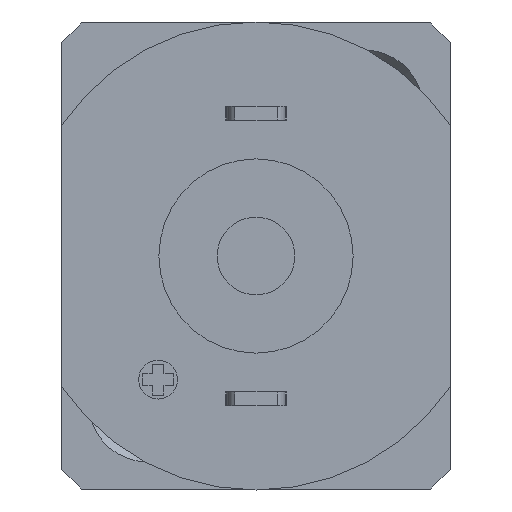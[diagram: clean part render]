
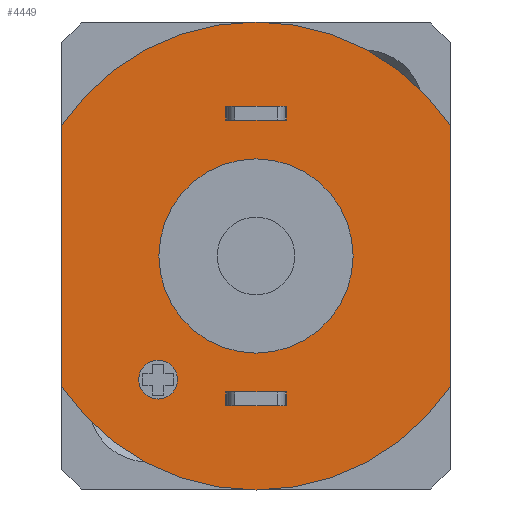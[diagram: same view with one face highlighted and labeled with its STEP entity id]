
A CAD part, front view. The second image highlights one B-rep face of the part: STEP entity #4449.
In plain terms, the highlighted face is planar.
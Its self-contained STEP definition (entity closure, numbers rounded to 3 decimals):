
#201=FACE_BOUND('',#947,.T.);
#202=FACE_BOUND('',#948,.T.);
#203=FACE_BOUND('',#949,.T.);
#204=FACE_BOUND('',#950,.T.);
#309=PLANE('',#5013);
#631=FACE_OUTER_BOUND('',#946,.T.);
#946=EDGE_LOOP('',(#3970,#3971,#3972,#3973));
#947=EDGE_LOOP('',(#3974,#3975,#3976,#3977));
#948=EDGE_LOOP('',(#3978,#3979,#3980,#3981));
#949=EDGE_LOOP('',(#3982));
#950=EDGE_LOOP('',(#3983));
#1155=CIRCLE('',#4965,0.5);
#1166=CIRCLE('',#4982,2.5);
#1187=CIRCLE('',#5014,6.025);
#1188=CIRCLE('',#5015,6.025);
#1509=LINE('',#9294,#1880);
#1515=LINE('',#9309,#1886);
#1525=LINE('',#9342,#1896);
#1531=LINE('',#9357,#1902);
#1534=LINE('',#9368,#1905);
#1535=LINE('',#9371,#1906);
#1536=LINE('',#9372,#1907);
#1537=LINE('',#9373,#1908);
#1538=LINE('',#9374,#1909);
#1539=LINE('',#9375,#1910);
#1880=VECTOR('',#6062,1000.);
#1886=VECTOR('',#6074,1000.);
#1896=VECTOR('',#6102,1000.);
#1902=VECTOR('',#6114,1000.);
#1905=VECTOR('',#6123,1000.);
#1906=VECTOR('',#6126,1000.);
#1907=VECTOR('',#6127,1000.);
#1908=VECTOR('',#6128,1000.);
#1909=VECTOR('',#6129,1000.);
#1910=VECTOR('',#6130,1000.);
#2286=VERTEX_POINT('',#9218);
#2297=VERTEX_POINT('',#9252);
#2312=VERTEX_POINT('',#9291);
#2313=VERTEX_POINT('',#9293);
#2318=VERTEX_POINT('',#9306);
#2319=VERTEX_POINT('',#9308);
#2332=VERTEX_POINT('',#9339);
#2333=VERTEX_POINT('',#9341);
#2338=VERTEX_POINT('',#9354);
#2339=VERTEX_POINT('',#9356);
#2342=VERTEX_POINT('',#9364);
#2343=VERTEX_POINT('',#9365);
#2344=VERTEX_POINT('',#9367);
#2345=VERTEX_POINT('',#9369);
#2838=EDGE_CURVE('',#2286,#2286,#1155,.T.);
#2855=EDGE_CURVE('',#2297,#2297,#1166,.T.);
#2874=EDGE_CURVE('',#2312,#2313,#1509,.T.);
#2882=EDGE_CURVE('',#2319,#2318,#1515,.T.);
#2898=EDGE_CURVE('',#2332,#2333,#1525,.T.);
#2906=EDGE_CURVE('',#2339,#2338,#1531,.T.);
#2910=EDGE_CURVE('',#2342,#2343,#1187,.T.);
#2911=EDGE_CURVE('',#2343,#2344,#1534,.T.);
#2912=EDGE_CURVE('',#2344,#2345,#1188,.T.);
#2913=EDGE_CURVE('',#2345,#2342,#1535,.T.);
#2914=EDGE_CURVE('',#2313,#2318,#1536,.T.);
#2915=EDGE_CURVE('',#2319,#2312,#1537,.T.);
#2916=EDGE_CURVE('',#2339,#2332,#1538,.T.);
#2917=EDGE_CURVE('',#2333,#2338,#1539,.T.);
#3970=ORIENTED_EDGE('',*,*,#2910,.T.);
#3971=ORIENTED_EDGE('',*,*,#2911,.T.);
#3972=ORIENTED_EDGE('',*,*,#2912,.T.);
#3973=ORIENTED_EDGE('',*,*,#2913,.T.);
#3974=ORIENTED_EDGE('',*,*,#2914,.F.);
#3975=ORIENTED_EDGE('',*,*,#2874,.F.);
#3976=ORIENTED_EDGE('',*,*,#2915,.F.);
#3977=ORIENTED_EDGE('',*,*,#2882,.T.);
#3978=ORIENTED_EDGE('',*,*,#2916,.F.);
#3979=ORIENTED_EDGE('',*,*,#2906,.T.);
#3980=ORIENTED_EDGE('',*,*,#2917,.F.);
#3981=ORIENTED_EDGE('',*,*,#2898,.F.);
#3982=ORIENTED_EDGE('',*,*,#2838,.F.);
#3983=ORIENTED_EDGE('',*,*,#2855,.F.);
#4449=ADVANCED_FACE('',(#631,#201,#202,#203,#204),#309,.T.);
#4965=AXIS2_PLACEMENT_3D('',#9220,#5983,#5984);
#4982=AXIS2_PLACEMENT_3D('',#9254,#6023,#6024);
#5013=AXIS2_PLACEMENT_3D('',#9363,#6119,#6120);
#5014=AXIS2_PLACEMENT_3D('',#9366,#6121,#6122);
#5015=AXIS2_PLACEMENT_3D('',#9370,#6124,#6125);
#5983=DIRECTION('center_axis',(0.,0.,-1.));
#5984=DIRECTION('ref_axis',(-1.,0.,0.));
#6023=DIRECTION('center_axis',(0.,0.,
-1.));
#6024=DIRECTION('ref_axis',(-1.,0.,0.));
#6062=DIRECTION('',(1.,0.,0.));
#6074=DIRECTION('',(1.,0.,0.));
#6102=DIRECTION('',(-1.,0.,0.));
#6114=DIRECTION('',(-1.,0.,0.));
#6119=DIRECTION('center_axis',(0.,0.,-1.));
#6120=DIRECTION('ref_axis',(-1.,0.,0.));
#6121=DIRECTION('center_axis',(0.,0.,-1.));
#6122=DIRECTION('ref_axis',(-1.,0.,0.));
#6123=DIRECTION('',(0.,1.,0.));
#6124=DIRECTION('center_axis',(0.,0.,-1.));
#6125=DIRECTION('ref_axis',(-1.,0.,0.));
#6126=DIRECTION('',(0.,-1.,0.));
#6127=DIRECTION('',(0.,-1.,0.));
#6128=DIRECTION('',(0.,1.,0.));
#6129=DIRECTION('',(0.,-1.,0.));
#6130=DIRECTION('',(0.,1.,0.));
#9218=CARTESIAN_POINT('',(-2.201,3.169,-24.01));
#9220=CARTESIAN_POINT('Origin',(-2.701,3.169,-24.01));
#9252=CARTESIAN_POINT('',(2.319,-0.014,-24.01));
#9254=CARTESIAN_POINT('Origin',(-0.181,-0.014,-24.01));
#9291=CARTESIAN_POINT('',(-0.956,3.836,-24.01));
#9293=CARTESIAN_POINT('',(0.594,3.836,-24.01));
#9294=CARTESIAN_POINT('',(-0.181,3.836,-24.01));
#9306=CARTESIAN_POINT('',(0.594,3.486,-24.01));
#9308=CARTESIAN_POINT('',(-0.956,3.486,-24.01));
#9309=CARTESIAN_POINT('',(-0.931,3.486,-24.01));
#9339=CARTESIAN_POINT('',(0.594,-3.864,-24.01));
#9341=CARTESIAN_POINT('',(-0.956,-3.864,-24.01));
#9342=CARTESIAN_POINT('',(-0.181,-3.864,-24.01));
#9354=CARTESIAN_POINT('',(-0.956,-3.514,-24.01));
#9356=CARTESIAN_POINT('',(0.594,-3.514,-24.01));
#9357=CARTESIAN_POINT('',(0.569,-3.514,-24.01));
#9363=CARTESIAN_POINT('Origin',(5.029,-6.285,-24.01));
#9364=CARTESIAN_POINT('',(4.829,-3.361,-24.01));
#9365=CARTESIAN_POINT('',(-5.191,-3.361,-24.01));
#9366=CARTESIAN_POINT('Origin',(-0.181,-0.014,-24.01));
#9367=CARTESIAN_POINT('',(-5.191,3.333,-24.01));
#9368=CARTESIAN_POINT('',(-5.191,-0.014,-24.01));
#9369=CARTESIAN_POINT('',(4.829,3.333,-24.01));
#9370=CARTESIAN_POINT('Origin',(-0.181,-0.014,-24.01));
#9371=CARTESIAN_POINT('',(4.829,-0.014,-24.01));
#9372=CARTESIAN_POINT('',(0.594,3.836,-24.01));
#9373=CARTESIAN_POINT('',(-0.956,3.836,-24.01));
#9374=CARTESIAN_POINT('',(0.594,-3.514,-24.01));
#9375=CARTESIAN_POINT('',(-0.956,-3.514,-24.01));
